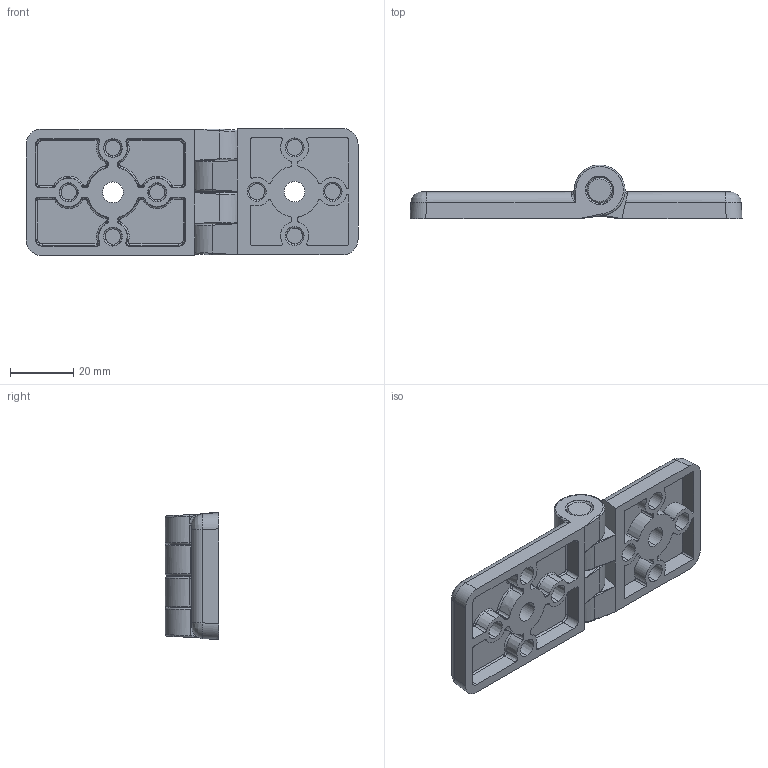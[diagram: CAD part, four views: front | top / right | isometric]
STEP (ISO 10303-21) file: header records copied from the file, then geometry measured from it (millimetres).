
FILE_DESCRIPTION (( 'STEP AP214' ), '1' );
FILE_NAME ('095ks4560f00.STEP', '2014-08-27T07:49:43', ( '' ), ( '' ), 'SwSTEP 2.0', 'SolidWorks 2014', '' );
FILE_SCHEMA (( 'AUTOMOTIVE_DESIGN' ));
Length unit declared in the file: millimetre
Products named in the file (1): 095ks4560f00
Bounding box: 105.05 x 17 x 40.2 mm (x, y, z)
Volume: 26939.5 mm3; surface area: 17502.7 mm2
Topology: 3 solids, 3 shells, 351 faces, 854 edges, 524 vertices
Faces by surface type: cylinder 119, bspline 116, plane 82, cone 34
Entity records: 18624 total; most frequent: CARTESIAN_POINT 7228, ORIENTED_EDGE 1704, DIRECTION 1377, EDGE_CURVE 852, AXIS2_PLACEMENT_3D 534, VERTEX_POINT 524, EDGE_LOOP 380, UNCERTAINTY_MEASURE_WITH_UNIT 356
